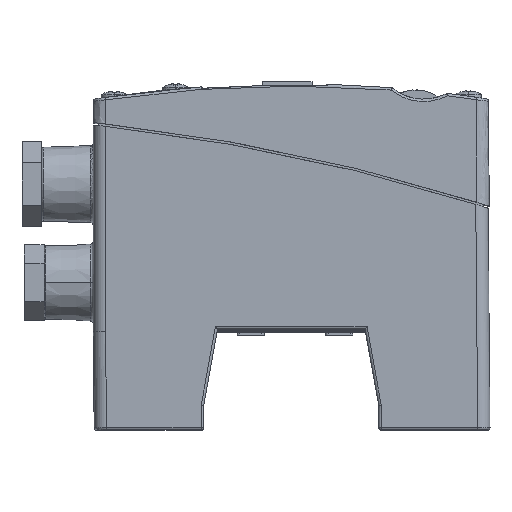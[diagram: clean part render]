
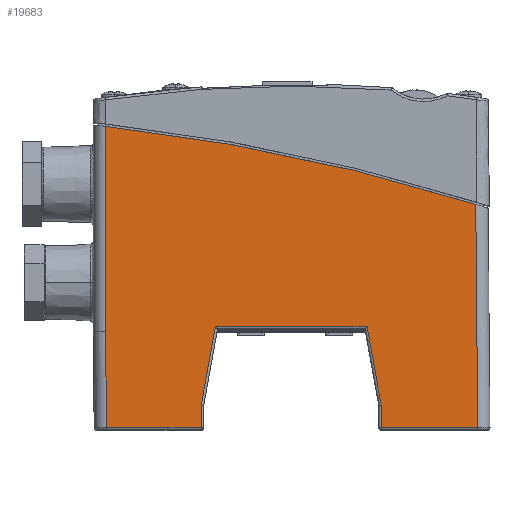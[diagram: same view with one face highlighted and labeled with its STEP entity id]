
A CAD part, top view. The second image highlights one B-rep face of the part: STEP entity #19683.
In plain terms, the highlighted planar face has unit normal (0, -0.009, 1).
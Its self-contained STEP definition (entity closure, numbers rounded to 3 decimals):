
#3869=CARTESIAN_POINT('',(37.524,25.866,67.726));
#4247=DIRECTION('',(-0.178,0.984,0.009));
#4248=VECTOR('',#4247,16.214);
#4249=CARTESIAN_POINT('',(18.3,-14.96,67.369));
#4250=LINE('',#4249,#4248);
#4251=DIRECTION('',(-0.178,-0.984,-0.009));
#4252=VECTOR('',#4251,16.214);
#4253=CARTESIAN_POINT('',(-15.418,0.996,
67.509));
#4254=LINE('',#4253,#4252);
#4255=DIRECTION('',(-0.009,1.,0.009));
#4256=VECTOR('',#4255,19.495);
#4257=CARTESIAN_POINT('',(-37.58,-19.504,
67.33));
#4258=LINE('',#4257,#4256);
#4259=CARTESIAN_POINT('',(-37.75,41.728,67.864));
#4260=CARTESIAN_POINT('',(-24.949,40.297,67.852));
#4261=CARTESIAN_POINT('',(0.396,36.213,67.816));
#4262=CARTESIAN_POINT('',(25.234,29.722,67.759));
#4263=CARTESIAN_POINT('',(37.524,25.866,67.726));
#4265=DIRECTION('',(0.009,-1.,-0.009));
#4266=VECTOR('',#4265,45.374);
#4267=CARTESIAN_POINT('',(37.524,25.866,67.726));
#4268=LINE('',#4267,#4266);
#4290=DIRECTION('',(1.,0.,0.));
#4291=VECTOR('',#4290,30.836);
#4292=CARTESIAN_POINT('',(-15.418,0.996,
67.509));
#4293=LINE('',#4292,#4291);
#4477=DIRECTION('',(0.,-1.,-0.009));
#4478=VECTOR('',#4477,41.741);
#4479=CARTESIAN_POINT('',(-37.75,41.728,67.864));
#4480=LINE('',#4479,#4478);
#4624=DIRECTION('',(0.,1.,0.009));
#4625=VECTOR('',#4624,4.545);
#4626=CARTESIAN_POINT('',(-18.3,-19.504,67.33));
#4627=LINE('',#4626,#4625);
#4665=DIRECTION('',(1.,0.,0.));
#4666=VECTOR('',#4665,19.28);
#4667=CARTESIAN_POINT('',(-37.58,-19.504,
67.33));
#4668=LINE('',#4667,#4666);
#5962=DIRECTION('',(0.,-1.,-0.009));
#5963=VECTOR('',#5962,4.545);
#5964=CARTESIAN_POINT('',(18.3,-14.96,67.369));
#5965=LINE('',#5964,#5963);
#6020=DIRECTION('',(1.,0.,0.));
#6021=VECTOR('',#6020,19.62);
#6022=CARTESIAN_POINT('',(18.3,-19.504,67.33));
#6023=LINE('',#6022,#6021);
#12707=VERTEX_POINT('',#3869);
#12708=VERTEX_POINT('',#4259);
#12791=CARTESIAN_POINT('',(-18.3,-19.504,67.33));
#12792=VERTEX_POINT('',#12791);
#12793=CARTESIAN_POINT('',(-18.3,-14.96,67.369));
#12794=VERTEX_POINT('',#12793);
#12796=CARTESIAN_POINT('',(-37.58,-19.504,
67.33));
#12797=VERTEX_POINT('',#12796);
#12803=CARTESIAN_POINT('',(18.3,-19.504,67.33));
#12804=VERTEX_POINT('',#12803);
#12805=CARTESIAN_POINT('',(37.92,-19.504,
67.33));
#12806=VERTEX_POINT('',#12805);
#12815=CARTESIAN_POINT('',(18.3,-14.96,67.369));
#12816=VERTEX_POINT('',#12815);
#12817=CARTESIAN_POINT('',(15.418,0.996,
67.509));
#12818=VERTEX_POINT('',#12817);
#12819=CARTESIAN_POINT('',(-15.418,0.996,
67.509));
#12820=VERTEX_POINT('',#12819);
#12821=CARTESIAN_POINT('',(-37.75,-0.011,67.5));
#12822=VERTEX_POINT('',#12821);
#19656=CARTESIAN_POINT('',(-42.88,0.,67.5));
#19657=DIRECTION('',(0.,-0.009,1.));
#19658=DIRECTION('',(-1.,0.,0.));
#19659=AXIS2_PLACEMENT_3D('',#19656,#19657,#19658);
#19660=PLANE('',#19659);
#19661=ORIENTED_EDGE('',*,*,#19639,.T.);
#19663=ORIENTED_EDGE('',*,*,#19662,.F.);
#19665=ORIENTED_EDGE('',*,*,#19664,.T.);
#19667=ORIENTED_EDGE('',*,*,#19666,.F.);
#19669=ORIENTED_EDGE('',*,*,#19668,.F.);
#19671=ORIENTED_EDGE('',*,*,#19670,.T.);
#19673=ORIENTED_EDGE('',*,*,#19672,.F.);
#19674=ORIENTED_EDGE('',*,*,#19397,.T.);
#19676=ORIENTED_EDGE('',*,*,#19675,.T.);
#19678=ORIENTED_EDGE('',*,*,#19677,.F.);
#19680=ORIENTED_EDGE('',*,*,#19679,.F.);
#19681=EDGE_LOOP('',(#19661,#19663,#19665,#19667,#19669,#19671,#19673,#19674,
#19676,#19678,#19680));
#19682=FACE_OUTER_BOUND('',#19681,.F.);
#19683=ADVANCED_FACE('',(#19682),#19660,.T.);
#4264=B_SPLINE_CURVE_WITH_KNOTS('',3,(#4259,#4260,#4261,#4262,#4263),
.UNSPECIFIED.,.F.,.F.,(4,1,4),(0.,0.5,1.),.UNSPECIFIED.);
#19397=EDGE_CURVE('',#12708,#12707,#4264,.T.);
#19639=EDGE_CURVE('',#12816,#12818,#4250,.T.);
#19662=EDGE_CURVE('',#12820,#12818,#4293,.T.);
#19664=EDGE_CURVE('',#12820,#12794,#4254,.T.);
#19666=EDGE_CURVE('',#12792,#12794,#4627,.T.);
#19668=EDGE_CURVE('',#12797,#12792,#4668,.T.);
#19670=EDGE_CURVE('',#12797,#12822,#4258,.T.);
#19672=EDGE_CURVE('',#12708,#12822,#4480,.T.);
#19675=EDGE_CURVE('',#12707,#12806,#4268,.T.);
#19677=EDGE_CURVE('',#12804,#12806,#6023,.T.);
#19679=EDGE_CURVE('',#12816,#12804,#5965,.T.);
